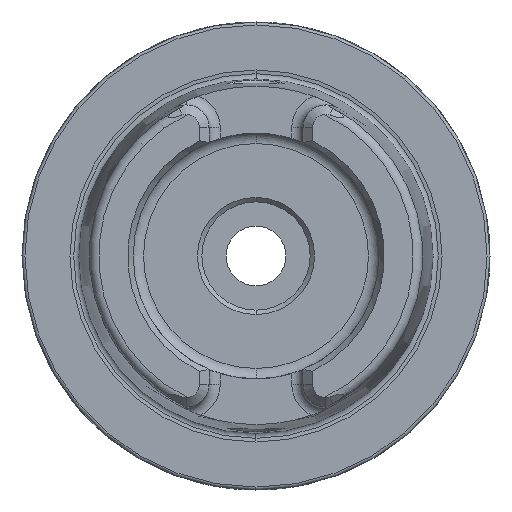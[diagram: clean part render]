
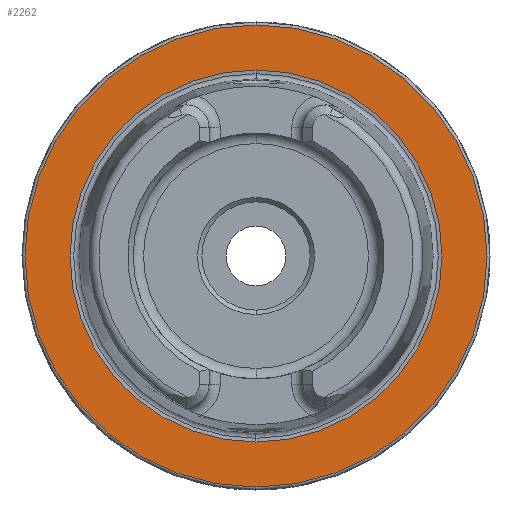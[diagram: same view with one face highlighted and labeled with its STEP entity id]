
A CAD part, left-side view. The second image highlights one B-rep face of the part: STEP entity #2262.
In plain terms, the highlighted planar face has unit normal (-1, 0, 0).
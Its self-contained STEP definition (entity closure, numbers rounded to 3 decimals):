
#95 = EDGE_CURVE ( 'NONE', #5073, #3504, #1436, .T. ) ;
#319 = PLANE ( 'NONE',  #1676 ) ;
#483 = ORIENTED_EDGE ( 'NONE', *, *, #2427, .F. ) ;
#973 = CARTESIAN_POINT ( 'NONE',  ( 0., 0., 0. ) ) ;
#978 = DIRECTION ( 'NONE',  ( 0., 0., -1. ) ) ;
#1027 = DIRECTION ( 'NONE',  ( -1., 0., 0. ) ) ;
#1156 = CARTESIAN_POINT ( 'NONE',  ( 0., 0., -31.804 ) ) ;
#1238 = CIRCLE ( 'NONE', #2491, 39.5 ) ;
#1403 = DIRECTION ( 'NONE',  ( -1., 0., 0. ) ) ;
#1436 = CIRCLE ( 'NONE', #3898, 31.804 ) ;
#1570 = CARTESIAN_POINT ( 'NONE',  ( 0., 39.5, 0. ) ) ;
#1676 = AXIS2_PLACEMENT_3D ( 'NONE', #1570, #4883, #978 ) ;
#1898 = EDGE_CURVE ( 'NONE', #4746, #4269, #1238, .T. ) ;
#2087 = EDGE_CURVE ( 'NONE', #4269, #4746, #6733, .T. ) ;
#2110 = DIRECTION ( 'NONE',  ( -1., 0., 0. ) ) ;
#2195 = ORIENTED_EDGE ( 'NONE', *, *, #1898, .T. ) ;
#2262 = ADVANCED_FACE ( 'NONE', ( #8254, #2643 ), #319, .F. ) ;
#2427 = EDGE_CURVE ( 'NONE', #3504, #5073, #5522, .T. ) ;
#2491 = AXIS2_PLACEMENT_3D ( 'NONE', #6039, #2110, #6686 ) ;
#2643 = FACE_OUTER_BOUND ( 'NONE', #8257, .T. ) ;
#2658 = DIRECTION ( 'NONE',  ( 0., 0., 1. ) ) ;
#3504 = VERTEX_POINT ( 'NONE', #1156 ) ;
#3898 = AXIS2_PLACEMENT_3D ( 'NONE', #973, #7228, #2658 ) ;
#3938 = ORIENTED_EDGE ( 'NONE', *, *, #2087, .T. ) ;
#4269 = VERTEX_POINT ( 'NONE', #4569 ) ;
#4569 = CARTESIAN_POINT ( 'NONE',  ( 0., 0., -39.5 ) ) ;
#4746 = VERTEX_POINT ( 'NONE', #6181 ) ;
#4883 = DIRECTION ( 'NONE',  ( 1., 0., 0. ) ) ;
#4903 = AXIS2_PLACEMENT_3D ( 'NONE', #5312, #1403, #5968 ) ;
#4929 = CARTESIAN_POINT ( 'NONE',  ( 0., 0., 0. ) ) ;
#5073 = VERTEX_POINT ( 'NONE', #5750 ) ;
#5274 = ORIENTED_EDGE ( 'NONE', *, *, #95, .F. ) ;
#5312 = CARTESIAN_POINT ( 'NONE',  ( 0., 0., 0. ) ) ;
#5522 = CIRCLE ( 'NONE', #5626, 31.804 ) ;
#5590 = DIRECTION ( 'NONE',  ( 0., 0., 1. ) ) ;
#5626 = AXIS2_PLACEMENT_3D ( 'NONE', #4929, #1027, #5590 ) ;
#5750 = CARTESIAN_POINT ( 'NONE',  ( 0., 0., 31.804 ) ) ;
#5968 = DIRECTION ( 'NONE',  ( 0., 0., 1. ) ) ;
#6039 = CARTESIAN_POINT ( 'NONE',  ( 0., 0., 0. ) ) ;
#6181 = CARTESIAN_POINT ( 'NONE',  ( 0., 0., 39.5 ) ) ;
#6686 = DIRECTION ( 'NONE',  ( 0., 0., 1. ) ) ;
#6733 = CIRCLE ( 'NONE', #4903, 39.5 ) ;
#6738 = EDGE_LOOP ( 'NONE', ( #5274, #483 ) ) ;
#7228 = DIRECTION ( 'NONE',  ( -1., 0., 0. ) ) ;
#8254 = FACE_BOUND ( 'NONE', #6738, .T. ) ;
#8257 = EDGE_LOOP ( 'NONE', ( #2195, #3938 ) ) ;
